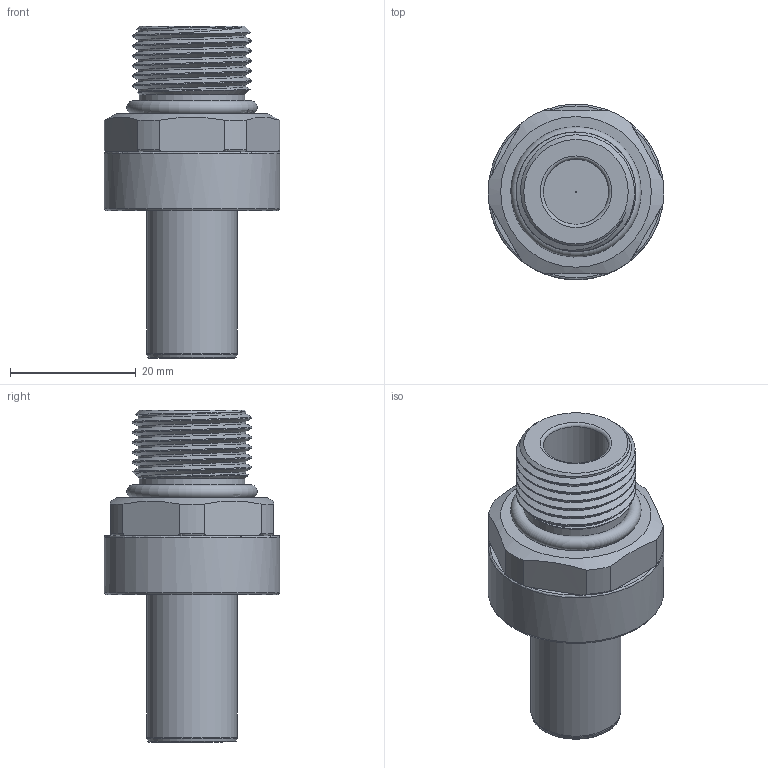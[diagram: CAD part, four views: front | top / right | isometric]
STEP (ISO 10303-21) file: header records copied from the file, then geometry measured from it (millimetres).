
FILE_DESCRIPTION( ('This file contains a STEP AP42 implementation' ,'as created by ZW3D STEP Interface translator.' ,'') ,'2;1' );
FILE_NAME( 'UQDB 06P.stp' ,'25 120. 83929', (''), ('ZWCAD Software Co.'), 'Version 1.0', 'ZW3D to STEP translator', '' );
FILE_SCHEMA(('AUTOMOTIVE_DESIGN { 1 0 10303 214 1 1 1 1 }'));
Length unit declared in the file: millimetre
Products named in the file (1): 0
Bounding box: 28 x 28 x 52.9 mm (x, y, z)
Volume: 15193.6 mm3; surface area: 5612.3 mm2
Topology: 1 solids, 1 shells, 119 faces, 327 edges, 215 vertices
Faces by surface type: cylinder 42, torus 33, plane 25, cone 17, bspline 2
Full cylindrical faces by diameter (mm): 9.47 x1, 10.4 x1, 14.38 x1, 16.8 x1, 17.2 x6, 19.05 x5, 28 x1
Entity records: 5436 total; most frequent: CARTESIAN_POINT 2375, ORIENTED_EDGE 654, DIRECTION 572, EDGE_CURVE 327, AXIS2_PLACEMENT_3D 252, VERTEX_POINT 215, CIRCLE 134, EDGE_LOOP 124
